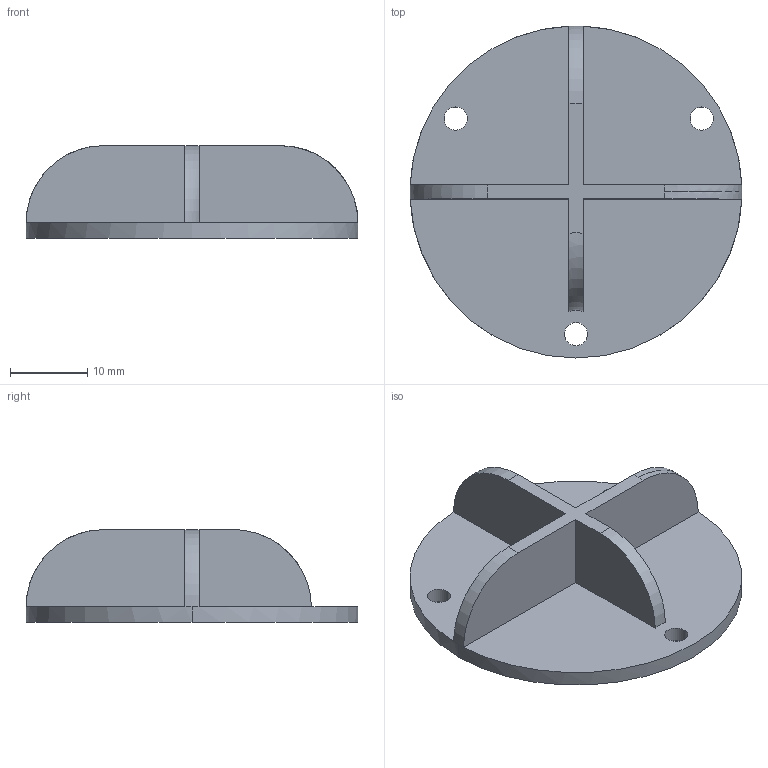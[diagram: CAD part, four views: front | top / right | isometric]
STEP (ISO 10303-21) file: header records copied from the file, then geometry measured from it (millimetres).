
FILE_DESCRIPTION (( 'STEP AP214' ), '1' );
FILE_NAME ('force_calibration_manipulator.STEP', '2021-10-20T20:17:12', ( '' ), ( '' ), 'SwSTEP 2.0', 'SolidWorks 2020', '' );
FILE_SCHEMA (( 'AUTOMOTIVE_DESIGN' ));
Length unit declared in the file: millimetre
Products named in the file (1): force_calibration_manipulator
Bounding box: 43 x 43 x 12 mm (x, y, z)
Volume: 4139.9 mm3; surface area: 4582.5 mm2
Topology: 1 solids, 1 shells, 26 faces, 65 edges, 41 vertices
Faces by surface type: plane 13, cylinder 8, torus 5
Entity records: 998 total; most frequent: CARTESIAN_POINT 319, DIRECTION 140, ORIENTED_EDGE 130, EDGE_CURVE 65, AXIS2_PLACEMENT_3D 56, VERTEX_POINT 41, EDGE_LOOP 32, CIRCLE 29
